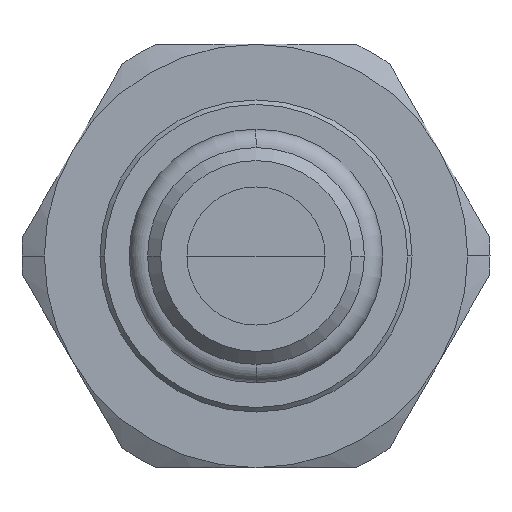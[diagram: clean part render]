
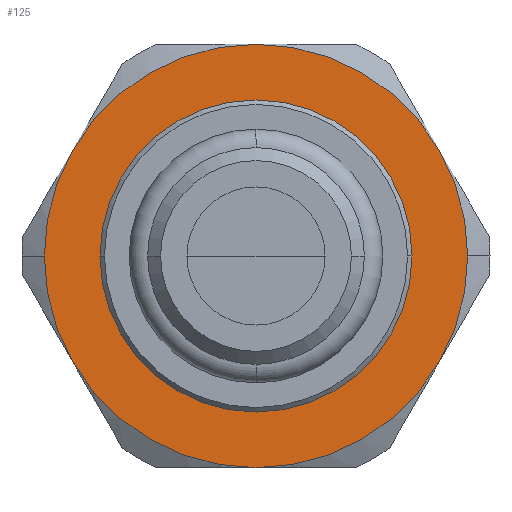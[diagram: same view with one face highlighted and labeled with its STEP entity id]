
A CAD part, front view. The second image highlights one B-rep face of the part: STEP entity #125.
In plain terms, the highlighted planar face has unit normal (0, -1, 0).
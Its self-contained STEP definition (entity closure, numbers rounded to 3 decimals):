
#125=ADVANCED_FACE('',(#300,#301),#302,.T.);
#300=FACE_OUTER_BOUND('',#485,.T.);
#301=FACE_BOUND('',#486,.T.);
#302=PLANE('',#487);
#485=EDGE_LOOP('',(#1129,#1130));
#486=EDGE_LOOP('',(#1131,#1132));
#487=AXIS2_PLACEMENT_3D('',#1133,#1134,#1135);
#1129=ORIENTED_EDGE('',*,*,#1276,.F.);
#1130=ORIENTED_EDGE('',*,*,#1402,.F.);
#1131=ORIENTED_EDGE('',*,*,#1240,.T.);
#1132=ORIENTED_EDGE('',*,*,#1415,.T.);
#1133=CARTESIAN_POINT('',(-8.25,6.1,0.0));
#1134=DIRECTION('',(0.0,-1.0,-0.0));
#1135=DIRECTION('',(1.0,0.0,0.0));
#1240=EDGE_CURVE('',#1484,#1488,#1490,.T.);
#1276=EDGE_CURVE('',#1552,#1555,#1556,.T.);
#1402=EDGE_CURVE('',#1555,#1552,#1758,.T.);
#1415=EDGE_CURVE('',#1488,#1484,#1772,.T.);
#1484=VERTEX_POINT('',#1874);
#1488=VERTEX_POINT('',#1879);
#1490=CIRCLE('',#1882,7.);
#1552=VERTEX_POINT('',#1958);
#1555=VERTEX_POINT('',#1962);
#1556=CIRCLE('',#1963,9.5);
#1758=CIRCLE('',#2384,9.5);
#1772=CIRCLE('',#2398,7.);
#1874=CARTESIAN_POINT('',(-7.,6.1,0.0));
#1879=CARTESIAN_POINT('',(7.,6.1,0.));
#1882=AXIS2_PLACEMENT_3D('',#2489,#2490,#2491);
#1958=CARTESIAN_POINT('',(-9.5,6.1,0.0));
#1962=CARTESIAN_POINT('',(9.5,6.1,0.));
#1963=AXIS2_PLACEMENT_3D('',#2567,#2568,#2569);
#2384=AXIS2_PLACEMENT_3D('',#2783,#2784,#2785);
#2398=AXIS2_PLACEMENT_3D('',#2822,#2823,#2824);
#2489=CARTESIAN_POINT('',(0.0,6.1,0.0));
#2490=DIRECTION('',(0.0,1.0,0.0));
#2491=DIRECTION('',(-1.0,0.0,0.0));
#2567=CARTESIAN_POINT('',(0.0,6.1,0.0));
#2568=DIRECTION('',(0.0,1.0,0.0));
#2569=DIRECTION('',(-1.0,0.0,0.0));
#2783=CARTESIAN_POINT('',(0.0,6.1,0.0));
#2784=DIRECTION('',(0.0,1.0,0.0));
#2785=DIRECTION('',(-1.0,0.0,0.0));
#2822=CARTESIAN_POINT('',(0.0,6.1,0.0));
#2823=DIRECTION('',(0.0,1.0,0.0));
#2824=DIRECTION('',(-1.0,0.0,0.0));
